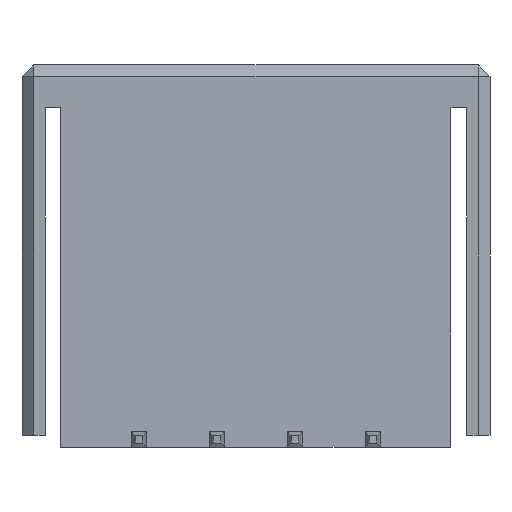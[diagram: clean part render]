
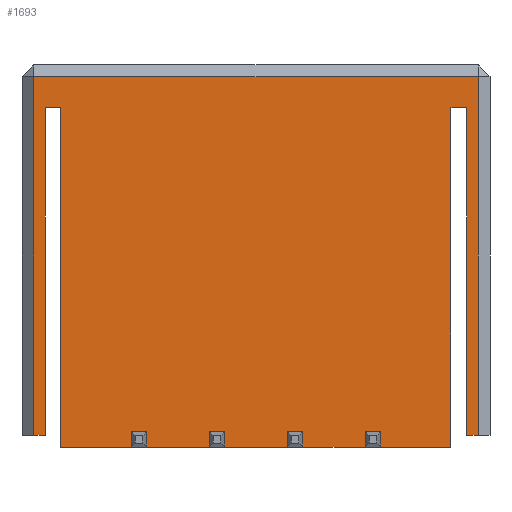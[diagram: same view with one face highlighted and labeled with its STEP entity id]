
A CAD part, front view. The second image highlights one B-rep face of the part: STEP entity #1693.
In plain terms, the highlighted planar face has unit normal (0, -1, 0).
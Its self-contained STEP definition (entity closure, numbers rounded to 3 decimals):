
#71=FACE_OUTER_BOUND('',#164,.T.);
#164=EDGE_LOOP('',(#1219,#1220,#1221,#1222,#1223,#1224,#1225,#1226,#1227,
#1228,#1229,#1230,#1231,#1232,#1233,#1234,#1235,#1236,#1237,#1238,#1239,
#1240,#1241,#1242,#1243,#1244,#1245,#1246));
#288=LINE('',#2412,#526);
#301=LINE('',#2440,#539);
#304=LINE('',#2444,#542);
#310=LINE('',#2455,#548);
#311=LINE('',#2457,#549);
#312=LINE('',#2459,#550);
#313=LINE('',#2461,#551);
#314=LINE('',#2463,#552);
#315=LINE('',#2465,#553);
#316=LINE('',#2467,#554);
#317=LINE('',#2469,#555);
#318=LINE('',#2471,#556);
#319=LINE('',#2473,#557);
#320=LINE('',#2475,#558);
#321=LINE('',#2477,#559);
#322=LINE('',#2479,#560);
#323=LINE('',#2481,#561);
#324=LINE('',#2483,#562);
#325=LINE('',#2485,#563);
#326=LINE('',#2487,#564);
#327=LINE('',#2489,#565);
#328=LINE('',#2491,#566);
#329=LINE('',#2493,#567);
#330=LINE('',#2495,#568);
#331=LINE('',#2497,#569);
#332=LINE('',#2499,#570);
#333=LINE('',#2501,#571);
#334=LINE('',#2502,#572);
#526=VECTOR('',#1969,10.);
#539=VECTOR('',#1992,10.);
#542=VECTOR('',#1997,10.);
#548=VECTOR('',#2011,10.);
#549=VECTOR('',#2012,10.);
#550=VECTOR('',#2013,10.);
#551=VECTOR('',#2014,10.);
#552=VECTOR('',#2015,10.);
#553=VECTOR('',#2016,10.);
#554=VECTOR('',#2017,10.);
#555=VECTOR('',#2018,10.);
#556=VECTOR('',#2019,10.);
#557=VECTOR('',#2020,10.);
#558=VECTOR('',#2021,10.);
#559=VECTOR('',#2022,10.);
#560=VECTOR('',#2023,10.);
#561=VECTOR('',#2024,10.);
#562=VECTOR('',#2025,10.);
#563=VECTOR('',#2026,10.);
#564=VECTOR('',#2027,10.);
#565=VECTOR('',#2028,10.);
#566=VECTOR('',#2029,10.);
#567=VECTOR('',#2030,10.);
#568=VECTOR('',#2031,10.);
#569=VECTOR('',#2032,10.);
#570=VECTOR('',#2033,10.);
#571=VECTOR('',#2034,10.);
#572=VECTOR('',#2035,10.);
#742=VERTEX_POINT('',#2401);
#745=VERTEX_POINT('',#2408);
#754=VERTEX_POINT('',#2433);
#756=VERTEX_POINT('',#2438);
#757=VERTEX_POINT('',#2454);
#758=VERTEX_POINT('',#2456);
#759=VERTEX_POINT('',#2458);
#760=VERTEX_POINT('',#2460);
#761=VERTEX_POINT('',#2462);
#762=VERTEX_POINT('',#2464);
#763=VERTEX_POINT('',#2466);
#764=VERTEX_POINT('',#2468);
#765=VERTEX_POINT('',#2470);
#766=VERTEX_POINT('',#2472);
#767=VERTEX_POINT('',#2474);
#768=VERTEX_POINT('',#2476);
#769=VERTEX_POINT('',#2478);
#770=VERTEX_POINT('',#2480);
#771=VERTEX_POINT('',#2482);
#772=VERTEX_POINT('',#2484);
#773=VERTEX_POINT('',#2486);
#774=VERTEX_POINT('',#2488);
#775=VERTEX_POINT('',#2490);
#776=VERTEX_POINT('',#2492);
#777=VERTEX_POINT('',#2494);
#778=VERTEX_POINT('',#2496);
#779=VERTEX_POINT('',#2498);
#780=VERTEX_POINT('',#2500);
#912=EDGE_CURVE('',#742,#745,#288,.T.);
#925=EDGE_CURVE('',#756,#754,#301,.T.);
#928=EDGE_CURVE('',#754,#742,#304,.T.);
#934=EDGE_CURVE('',#756,#757,#310,.T.);
#935=EDGE_CURVE('',#757,#758,#311,.T.);
#936=EDGE_CURVE('',#758,#759,#312,.T.);
#937=EDGE_CURVE('',#759,#760,#313,.T.);
#938=EDGE_CURVE('',#760,#761,#314,.T.);
#939=EDGE_CURVE('',#761,#762,#315,.T.);
#940=EDGE_CURVE('',#762,#763,#316,.T.);
#941=EDGE_CURVE('',#763,#764,#317,.T.);
#942=EDGE_CURVE('',#764,#765,#318,.T.);
#943=EDGE_CURVE('',#765,#766,#319,.T.);
#944=EDGE_CURVE('',#766,#767,#320,.T.);
#945=EDGE_CURVE('',#767,#768,#321,.T.);
#946=EDGE_CURVE('',#768,#769,#322,.T.);
#947=EDGE_CURVE('',#769,#770,#323,.T.);
#948=EDGE_CURVE('',#770,#771,#324,.T.);
#949=EDGE_CURVE('',#771,#772,#325,.T.);
#950=EDGE_CURVE('',#772,#773,#326,.T.);
#951=EDGE_CURVE('',#773,#774,#327,.T.);
#952=EDGE_CURVE('',#774,#775,#328,.T.);
#953=EDGE_CURVE('',#775,#776,#329,.T.);
#954=EDGE_CURVE('',#776,#777,#330,.T.);
#955=EDGE_CURVE('',#777,#778,#331,.T.);
#956=EDGE_CURVE('',#778,#779,#332,.T.);
#957=EDGE_CURVE('',#779,#780,#333,.T.);
#958=EDGE_CURVE('',#780,#745,#334,.T.);
#1219=ORIENTED_EDGE('',*,*,#912,.F.);
#1220=ORIENTED_EDGE('',*,*,#928,.F.);
#1221=ORIENTED_EDGE('',*,*,#925,.F.);
#1222=ORIENTED_EDGE('',*,*,#934,.T.);
#1223=ORIENTED_EDGE('',*,*,#935,.T.);
#1224=ORIENTED_EDGE('',*,*,#936,.T.);
#1225=ORIENTED_EDGE('',*,*,#937,.T.);
#1226=ORIENTED_EDGE('',*,*,#938,.T.);
#1227=ORIENTED_EDGE('',*,*,#939,.T.);
#1228=ORIENTED_EDGE('',*,*,#940,.T.);
#1229=ORIENTED_EDGE('',*,*,#941,.T.);
#1230=ORIENTED_EDGE('',*,*,#942,.T.);
#1231=ORIENTED_EDGE('',*,*,#943,.T.);
#1232=ORIENTED_EDGE('',*,*,#944,.T.);
#1233=ORIENTED_EDGE('',*,*,#945,.T.);
#1234=ORIENTED_EDGE('',*,*,#946,.T.);
#1235=ORIENTED_EDGE('',*,*,#947,.T.);
#1236=ORIENTED_EDGE('',*,*,#948,.T.);
#1237=ORIENTED_EDGE('',*,*,#949,.T.);
#1238=ORIENTED_EDGE('',*,*,#950,.T.);
#1239=ORIENTED_EDGE('',*,*,#951,.T.);
#1240=ORIENTED_EDGE('',*,*,#952,.T.);
#1241=ORIENTED_EDGE('',*,*,#953,.T.);
#1242=ORIENTED_EDGE('',*,*,#954,.T.);
#1243=ORIENTED_EDGE('',*,*,#955,.T.);
#1244=ORIENTED_EDGE('',*,*,#956,.T.);
#1245=ORIENTED_EDGE('',*,*,#957,.T.);
#1246=ORIENTED_EDGE('',*,*,#958,.T.);
#1600=PLANE('',#1800);
#1693=ADVANCED_FACE('',(#71),#1600,.T.);
#1800=AXIS2_PLACEMENT_3D('',#2453,#2009,#2010);
#1969=DIRECTION('',(0.,0.,-1.));
#1992=DIRECTION('',(0.,0.,1.));
#1997=DIRECTION('',(1.,0.,0.));
#2009=DIRECTION('center_axis',(0.,-1.,0.));
#2010=DIRECTION('ref_axis',(1.,0.,0.));
#2011=DIRECTION('',(1.,0.,0.));
#2012=DIRECTION('',(0.,0.,1.));
#2013=DIRECTION('',(1.,0.,0.));
#2014=DIRECTION('',(0.,0.,-1.));
#2015=DIRECTION('',(1.,0.,0.));
#2016=DIRECTION('',(0.,0.,1.));
#2017=DIRECTION('',(1.,0.,0.));
#2018=DIRECTION('',(0.,0.,-1.));
#2019=DIRECTION('',(1.,0.,0.));
#2020=DIRECTION('',(0.,0.,1.));
#2021=DIRECTION('',(1.,0.,0.));
#2022=DIRECTION('',(0.,0.,-1.));
#2023=DIRECTION('',(1.,0.,0.));
#2024=DIRECTION('',(0.,0.,1.));
#2025=DIRECTION('',(1.,0.,0.));
#2026=DIRECTION('',(0.,0.,-1.));
#2027=DIRECTION('',(1.,0.,0.));
#2028=DIRECTION('',(0.,0.,1.));
#2029=DIRECTION('',(1.,0.,0.));
#2030=DIRECTION('',(0.,0.,-1.));
#2031=DIRECTION('',(1.,0.,0.));
#2032=DIRECTION('',(0.,0.,1.));
#2033=DIRECTION('',(1.,0.,0.));
#2034=DIRECTION('',(0.,0.,-1.));
#2035=DIRECTION('',(1.,0.,0.));
#2401=CARTESIAN_POINT('',(5.85,0.,4.75));
#2408=CARTESIAN_POINT('',(5.85,0.,0.15));
#2412=CARTESIAN_POINT('',(5.85,0.,0.));
#2433=CARTESIAN_POINT('',(0.15,0.,4.75));
#2438=CARTESIAN_POINT('',(0.15,0.,0.15));
#2440=CARTESIAN_POINT('',(0.15,0.,0.));
#2444=CARTESIAN_POINT('',(1.5,0.,4.75));
#2453=CARTESIAN_POINT('Origin',(0.,0.,0.));
#2454=CARTESIAN_POINT('',(0.3,0.,0.15));
#2455=CARTESIAN_POINT('',(1.5,0.,0.15));
#2456=CARTESIAN_POINT('',(0.3,0.,4.35));
#2457=CARTESIAN_POINT('',(0.3,0.,0.075));
#2458=CARTESIAN_POINT('',(0.5,0.,4.35));
#2459=CARTESIAN_POINT('',(0.2,0.,4.35));
#2460=CARTESIAN_POINT('',(0.5,0.,0.));
#2461=CARTESIAN_POINT('',(0.5,0.,0.));
#2462=CARTESIAN_POINT('',(1.4,0.,0.));
#2463=CARTESIAN_POINT('',(0.,0.,0.));
#2464=CARTESIAN_POINT('',(1.4,0.,0.2));
#2465=CARTESIAN_POINT('',(1.4,0.,0.1));
#2466=CARTESIAN_POINT('',(1.6,0.,0.2));
#2467=CARTESIAN_POINT('',(0.8,0.,0.2));
#2468=CARTESIAN_POINT('',(1.6,0.,0.));
#2469=CARTESIAN_POINT('',(1.6,0.,0.));
#2470=CARTESIAN_POINT('',(2.4,0.,0.));
#2471=CARTESIAN_POINT('',(0.,0.,0.));
#2472=CARTESIAN_POINT('',(2.4,0.,0.2));
#2473=CARTESIAN_POINT('',(2.4,0.,0.1));
#2474=CARTESIAN_POINT('',(2.6,0.,0.2));
#2475=CARTESIAN_POINT('',(1.3,0.,0.2));
#2476=CARTESIAN_POINT('',(2.6,0.,0.));
#2477=CARTESIAN_POINT('',(2.6,0.,0.));
#2478=CARTESIAN_POINT('',(3.4,0.,0.));
#2479=CARTESIAN_POINT('',(0.,0.,0.));
#2480=CARTESIAN_POINT('',(3.4,0.,0.2));
#2481=CARTESIAN_POINT('',(3.4,0.,0.1));
#2482=CARTESIAN_POINT('',(3.6,0.,0.2));
#2483=CARTESIAN_POINT('',(1.8,0.,0.2));
#2484=CARTESIAN_POINT('',(3.6,0.,0.));
#2485=CARTESIAN_POINT('',(3.6,0.,0.));
#2486=CARTESIAN_POINT('',(4.4,0.,0.));
#2487=CARTESIAN_POINT('',(0.,0.,0.));
#2488=CARTESIAN_POINT('',(4.4,0.,0.2));
#2489=CARTESIAN_POINT('',(4.4,0.,0.1));
#2490=CARTESIAN_POINT('',(4.6,0.,0.2));
#2491=CARTESIAN_POINT('',(2.3,0.,0.2));
#2492=CARTESIAN_POINT('',(4.6,0.,0.));
#2493=CARTESIAN_POINT('',(4.6,0.,0.));
#2494=CARTESIAN_POINT('',(5.5,0.,0.));
#2495=CARTESIAN_POINT('',(0.,0.,0.));
#2496=CARTESIAN_POINT('',(5.5,0.,4.35));
#2497=CARTESIAN_POINT('',(5.5,0.,0.));
#2498=CARTESIAN_POINT('',(5.7,0.,4.35));
#2499=CARTESIAN_POINT('',(2.8,0.,4.35));
#2500=CARTESIAN_POINT('',(5.7,0.,0.15));
#2501=CARTESIAN_POINT('',(5.7,0.,0.075));
#2502=CARTESIAN_POINT('',(1.5,0.,0.15));
